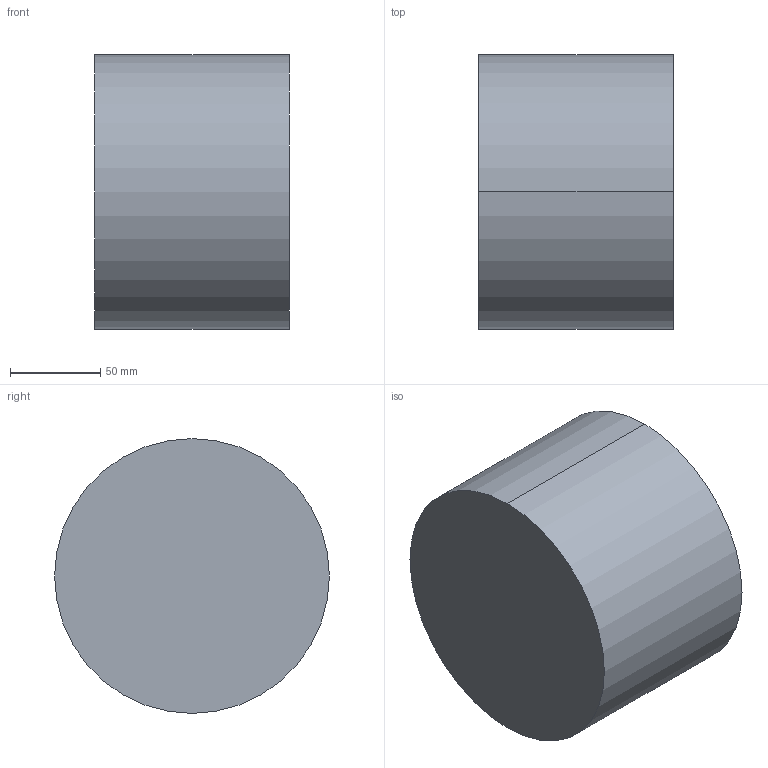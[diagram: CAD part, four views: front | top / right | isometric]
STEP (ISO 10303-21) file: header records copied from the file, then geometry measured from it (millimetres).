
FILE_DESCRIPTION (( 'STEP AP214' ), '1' );
FILE_NAME ('CRSA-6.STEP', '2020-10-23T00:53:34', ( '' ), ( '' ), 'SwSTEP 2.0', 'SolidWorks 2019', '' );
FILE_SCHEMA (( 'AUTOMOTIVE_DESIGN' ));
Length unit declared in the file: inch
Products named in the file (1): CRSA-6
Bounding box: 107.95 x 152.4 x 152.4 mm (x, y, z)
Volume: 1969166.6 mm3; surface area: 88167.1 mm2
Topology: 1 solids, 1 shells, 38 faces, 259 edges, 257 vertices
Faces by surface type: plane 36, cylinder 2
Entity records: 3994 total; most frequent: CARTESIAN_POINT 1998, ORIENTED_EDGE 518, EDGE_CURVE 259, VERTEX_POINT 257, DIRECTION 241, VECTOR 155, LINE 155, B_SPLINE_CURVE_WITH_KNOTS 100
